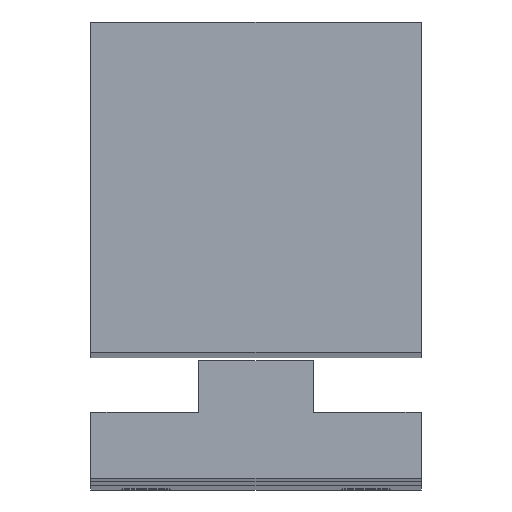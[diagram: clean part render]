
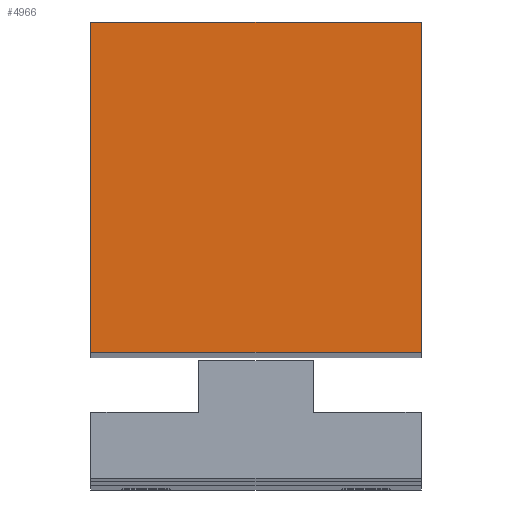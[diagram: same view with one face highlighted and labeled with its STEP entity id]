
A CAD part, top view. The second image highlights one B-rep face of the part: STEP entity #4966.
In plain terms, the highlighted planar face has unit normal (0, 0, 1).
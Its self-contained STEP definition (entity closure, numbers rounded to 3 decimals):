
#219 = DIRECTION ( 'NONE',  ( -1., 0., 0. ) ) ;
#224 = PLANE ( 'NONE',  #2279 ) ;
#728 = VERTEX_POINT ( 'NONE', #6756 ) ;
#1277 = CARTESIAN_POINT ( 'NONE',  ( 0., 0., 280. ) ) ;
#1310 = LINE ( 'NONE', #4441, #5807 ) ;
#1444 = VERTEX_POINT ( 'NONE', #4417 ) ;
#1572 = DIRECTION ( 'NONE',  ( 0., 1., 0. ) ) ;
#1705 = CARTESIAN_POINT ( 'NONE',  ( 30., 0., 280. ) ) ;
#1775 = DIRECTION ( 'NONE',  ( 1., 0., 0. ) ) ;
#2091 = EDGE_CURVE ( 'NONE', #1444, #2654, #6322, .T. ) ;
#2279 = AXIS2_PLACEMENT_3D ( 'NONE', #1277, #2861, #4967 ) ;
#2603 = VECTOR ( 'NONE', #1775, 1000. ) ;
#2654 = VERTEX_POINT ( 'NONE', #6677 ) ;
#2686 = VECTOR ( 'NONE', #1572, 1000. ) ;
#2861 = DIRECTION ( 'NONE',  ( 0., 0., -1. ) ) ;
#3264 = ORIENTED_EDGE ( 'NONE', *, *, #4510, .T. ) ;
#3283 = ORIENTED_EDGE ( 'NONE', *, *, #5304, .T. ) ;
#3324 = CARTESIAN_POINT ( 'NONE',  ( 0., 0., 280. ) ) ;
#3400 = DIRECTION ( 'NONE',  ( 0., -1., 0. ) ) ;
#3406 = LINE ( 'NONE', #5510, #5154 ) ;
#4361 = CARTESIAN_POINT ( 'NONE',  ( 0., 30., 280. ) ) ;
#4417 = CARTESIAN_POINT ( 'NONE',  ( 30., 0., 280. ) ) ;
#4441 = CARTESIAN_POINT ( 'NONE',  ( 0., 30., 280. ) ) ;
#4510 = EDGE_CURVE ( 'NONE', #728, #1444, #5403, .T. ) ;
#4966 = ADVANCED_FACE ( 'NONE', ( #5983 ), #224, .F. ) ;
#4967 = DIRECTION ( 'NONE',  ( -1., 0., 0. ) ) ;
#5154 = VECTOR ( 'NONE', #3400, 1000. ) ;
#5191 = ORIENTED_EDGE ( 'NONE', *, *, #6422, .T. ) ;
#5304 = EDGE_CURVE ( 'NONE', #5556, #728, #3406, .T. ) ;
#5403 = LINE ( 'NONE', #3324, #2603 ) ;
#5510 = CARTESIAN_POINT ( 'NONE',  ( 0., 0., 280. ) ) ;
#5556 = VERTEX_POINT ( 'NONE', #4361 ) ;
#5807 = VECTOR ( 'NONE', #219, 1000. ) ;
#5825 = EDGE_LOOP ( 'NONE', ( #3283, #3264, #6707, #5191 ) ) ;
#5983 = FACE_OUTER_BOUND ( 'NONE', #5825, .T. ) ;
#6322 = LINE ( 'NONE', #1705, #2686 ) ;
#6422 = EDGE_CURVE ( 'NONE', #2654, #5556, #1310, .T. ) ;
#6677 = CARTESIAN_POINT ( 'NONE',  ( 30., 30., 280. ) ) ;
#6707 = ORIENTED_EDGE ( 'NONE', *, *, #2091, .T. ) ;
#6756 = CARTESIAN_POINT ( 'NONE',  ( 0., 0., 280. ) ) ;
